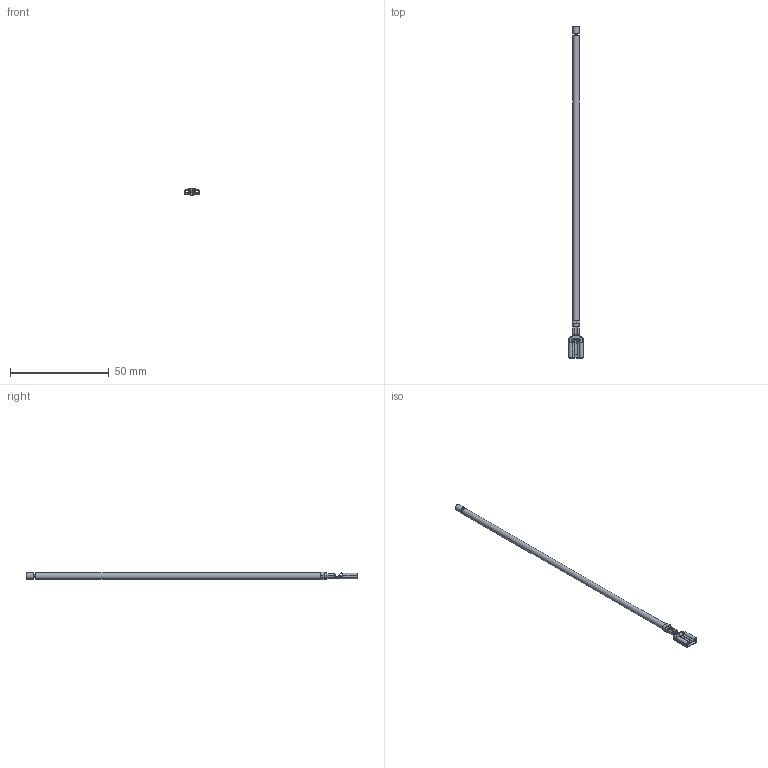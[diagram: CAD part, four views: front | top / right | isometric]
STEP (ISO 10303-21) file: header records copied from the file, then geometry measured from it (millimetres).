
FILE_DESCRIPTION(/* description */ ('Unknown'),/* implementation_level */ '2;1');
FILE_NAME(/* name */ '6371000140xx',/* time_stamp */ '2025-08-12T13:23:46+02:00',/* author */ ('Unknown'),/* organization */ ('Unknown'),/* preprocessor_version */ 'ST-DEVELOPER v19.4',/* originating_system */ 'Solid Edge',/* authorisation */ 'Unknown');
FILE_SCHEMA (('AUTOMOTIVE_DESIGN {1 0 10303 214 3 1 1}'));
Length unit declared in the file: millimetre
Products named in the file (3): 6371000140xx; Wire 16AWG Black_UL1015; 637301310000_DEC
Assembly tree (2 placements, depth 2):
  6371000140xx
    Wire 16AWG Black_UL1015
    637301310000_DEC
Bounding box: 7.4 x 167.99 x 3.7 mm (x, y, z)
Volume: 1138.1 mm3; surface area: 4709.6 mm2
Topology: 19 solids, 20 shells, 294 faces, 728 edges, 470 vertices
Faces by surface type: plane 139, cylinder 110, bspline 29, torus 14, cone 2
Full cylindrical faces by diameter (mm): 0.23 x5, 0.24 x6, 1.31 x2, 3.1 x2
Entity records: 9300 total; most frequent: CARTESIAN_POINT 2365, ORIENTED_EDGE 1418, DIRECTION 1337, EDGE_CURVE 709, AXIS2_PLACEMENT_3D 489, VERTEX_POINT 469, LINE 359, VECTOR 359
